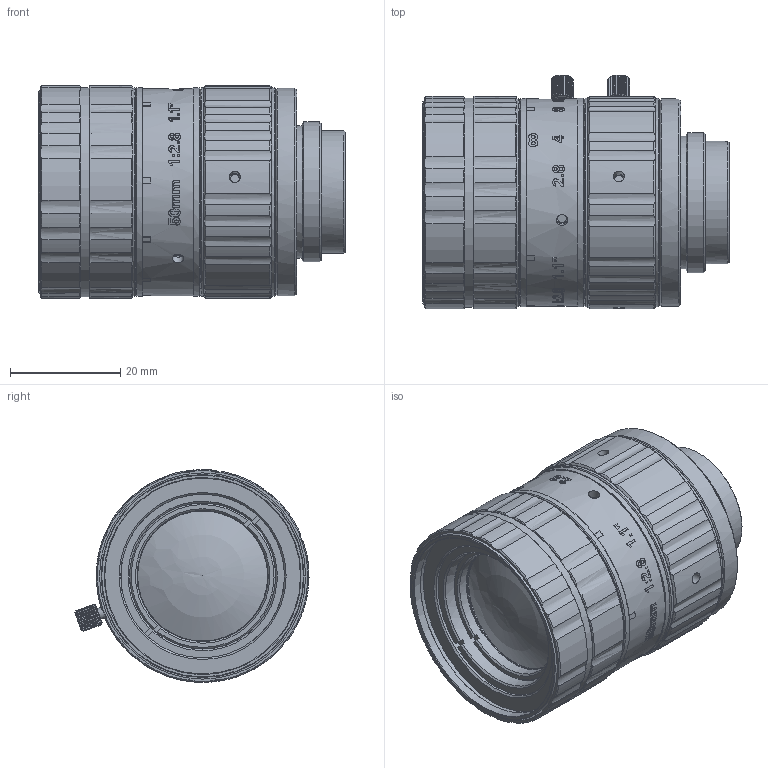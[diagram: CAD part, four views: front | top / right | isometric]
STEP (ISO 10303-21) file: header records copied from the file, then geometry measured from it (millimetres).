
FILE_DESCRIPTION(('STEP AP214'),'1');
FILE_NAME('SM5028M-12MP.stp','2024-09-10T06:25:35',(' '),(' '),'Spatial InterOp 3D',' ',' ');
FILE_SCHEMA(('AUTOMOTIVE_DESIGN { 1 0 10303 214 1 1 1 1 }'));
Length unit declared in the file: metre
Products named in the file (2): SM5028M-12MP; Component1
Assembly tree (1 placements, depth 2):
  SM5028M-12MP
    Component1
Bounding box: 55.5 x 42.45 x 38.6 mm (x, y, z)
Volume: 51392.4 mm3; surface area: 14175.6 mm2
Topology: 1 solids, 1 shells, 1183 faces, 3648 edges, 2441 vertices
Faces by surface type: plane 402, bspline 338, revolution 152, cylinder 148, cone 142, offset 1
Full cylindrical faces by diameter (mm): 2 x6, 2.9 x3, 17.9 x1, 23.8 x1, 25.4 x1, 26.5 x2, 29.7 x1, 30.3 x1, 35.5 x1, 35.7 x1, 36.8 x1, 37.4 x1, 37.603 x1, 38 x1
Entity records: 57996 total; most frequent: CARTESIAN_POINT 22629, ORIENTED_EDGE 6916, EDGE_CURVE 3458, DIRECTION 2865, B_SPLINE_CURVE_WITH_KNOTS 2594, VERTEX_POINT 2412, EDGE_LOOP 1322, FACE_OUTER_BOUND 1237
